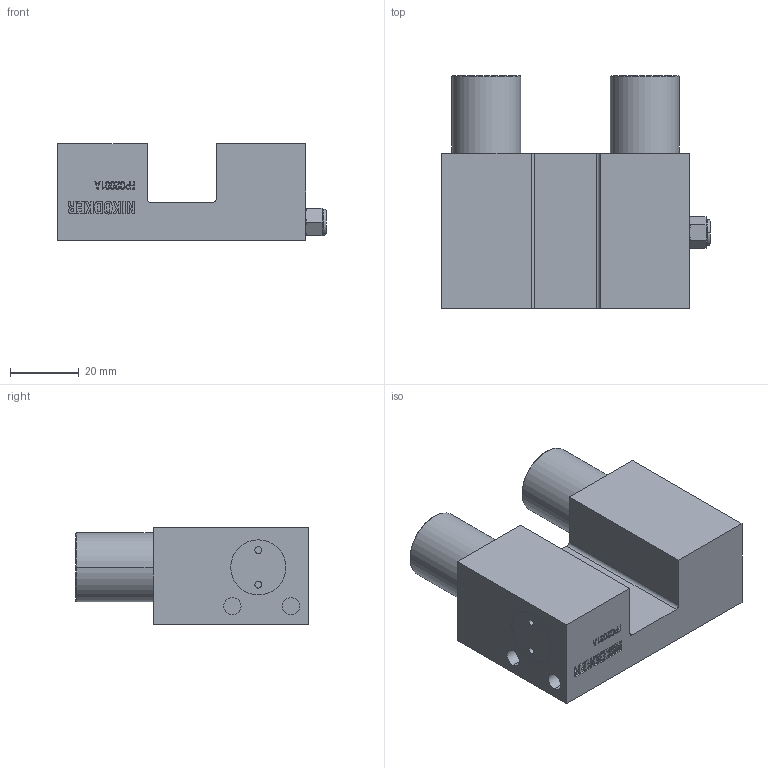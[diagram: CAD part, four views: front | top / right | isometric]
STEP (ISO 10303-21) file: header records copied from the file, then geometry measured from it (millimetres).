
FILE_DESCRIPTION (( 'STEP AP203' ), '1' );
FILE_NAME ('FPC2001A.STEP', '2020-07-07T00:08:36', ( 'Microsoft' ), ( 'Microsoft' ), 'SwSTEP 2.0', 'SolidWorks 2012', '' );
FILE_SCHEMA (( 'CONFIG_CONTROL_DESIGN' ));
Length unit declared in the file: millimetre
Products named in the file (5): FPC2001A; Air filter; PC20-3; PC20-2; PC20-1
Assembly tree (6 placements, depth 2):
  FPC2001A
    PC20-1
    PC20-2  x2
    PC20-3  x2
    Air filter
Bounding box: 78 x 67.5 x 28 mm (x, y, z)
Volume: 80845.1 mm3; surface area: 22996.4 mm2
Topology: 6 solids, 6 shells, 335 faces, 817 edges, 535 vertices
Faces by surface type: plane 183, bspline 74, cylinder 54, cone 20, torus 2, sphere 2
Entity records: 14104 total; most frequent: CARTESIAN_POINT 6487, ORIENTED_EDGE 1558, DIRECTION 1215, EDGE_CURVE 779, VERTEX_POINT 513, LINE 493, VECTOR 493, AXIS2_PLACEMENT_3D 361
